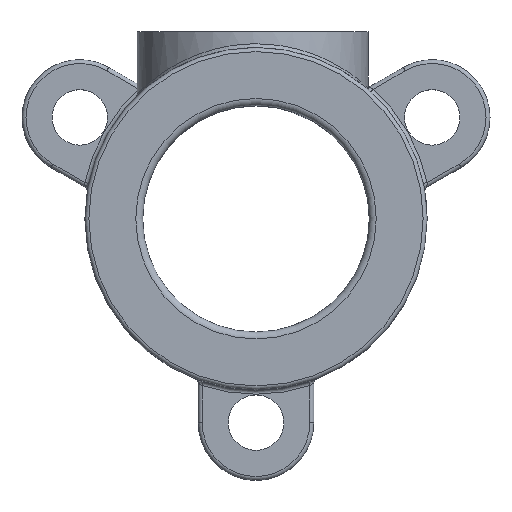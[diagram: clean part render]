
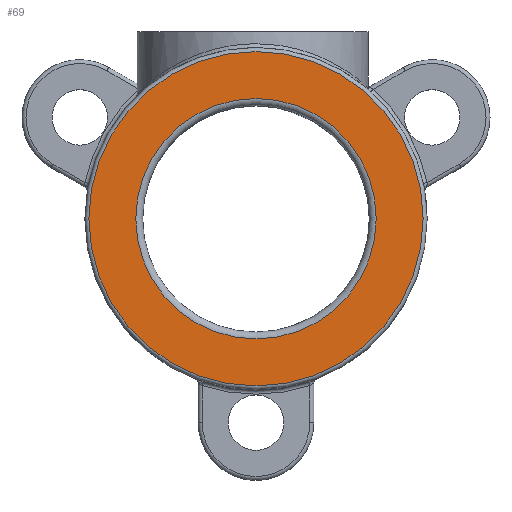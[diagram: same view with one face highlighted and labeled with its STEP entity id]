
A CAD part, top view. The second image highlights one B-rep face of the part: STEP entity #69.
In plain terms, the highlighted planar face has unit normal (0, 0, 1).
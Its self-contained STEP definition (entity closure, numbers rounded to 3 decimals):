
#65=EDGE_CURVE('',#67,#67,#66,.T.);
#66=INTERSECTION_CURVE('',#2170,(#2157,#2166),.CURVE_3D.);
#67=VERTEX_POINT('',#68);
#68=CARTESIAN_POINT('',(26.,0.,56.));
#69=ADVANCED_FACE('',(#70,#77),#2166,.T.);
#70=FACE_BOUND('',#71,.T.);
#71=EDGE_LOOP('',(#72));
#72=ORIENTED_EDGE('',*,*,#73,.F.);
#73=EDGE_CURVE('',#75,#75,#74,.T.);
#74=INTERSECTION_CURVE('',#2175,(#2166,#1317),.CURVE_3D.);
#75=VERTEX_POINT('',#76);
#76=CARTESIAN_POINT('',(36.15,0.,56.));
#77=FACE_BOUND('',#78,.T.);
#78=EDGE_LOOP('',(#79));
#79=ORIENTED_EDGE('',*,*,#65,.F.);
#1317=TOROIDAL_SURFACE('',#1320,36.15,0.85);
#1318=CARTESIAN_POINT('',(0.,0.,55.15));
#1319=DIRECTION('',(0.,0.,-1.));
#1320=AXIS2_PLACEMENT_3D('',#1318,#1319,$);
#2157=TOROIDAL_SURFACE('',#2160,26.,1.5);
#2158=CARTESIAN_POINT('',(0.,0.,54.5));
#2159=DIRECTION('',(0.,0.,-1.));
#2160=AXIS2_PLACEMENT_3D('',#2158,#2159,$);
#2166=PLANE('',#2169);
#2167=CARTESIAN_POINT('',(37.,0.,56.));
#2168=DIRECTION('',(0.,0.,1.));
#2169=AXIS2_PLACEMENT_3D('',#2167,#2168,$);
#2170=CIRCLE('',#2171,26.);
#2171=AXIS2_PLACEMENT_3D('',#2172,#2173,#2174);
#2172=CARTESIAN_POINT('',(0.,0.,56.));
#2173=DIRECTION('',(0.,0.,1.));
#2174=DIRECTION('',(-26.,0.,0.));
#2175=CIRCLE('',#2176,36.15);
#2176=AXIS2_PLACEMENT_3D('',#2177,#2178,#2179);
#2177=CARTESIAN_POINT('',(0.,0.,56.));
#2178=DIRECTION('',(0.,0.,-1.));
#2179=DIRECTION('',(-36.15,0.,0.));
